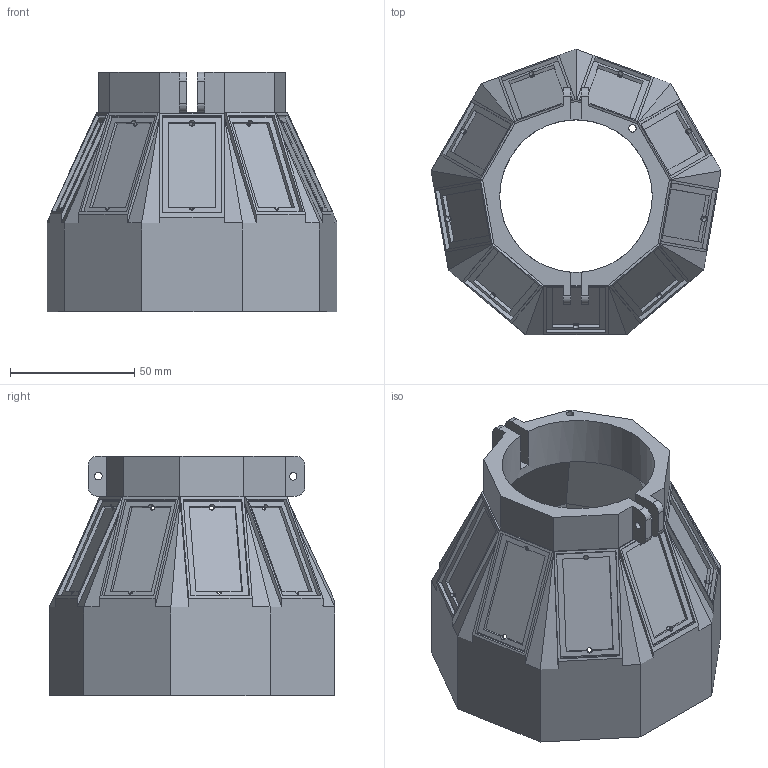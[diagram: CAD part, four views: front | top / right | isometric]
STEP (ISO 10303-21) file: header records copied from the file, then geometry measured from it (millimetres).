
FILE_DESCRIPTION(/* description */ ('','CAx-IF Rec.Pracs.---Representation and Presentation of Product Manufacturing Information (PMI)---4.0---2014-10-13'),/* implementation_level */ '2;1');
FILE_NAME(/* name */ 'Buoy v3.9 (75 degree).step',/* time_stamp */ '2025-03-07T10:44:18-05:00',/* author */ (''),/* organization */ (''),/* preprocessor_version */ 'ST-DEVELOPER v20',/* originating_system */ 'Autodesk Translation Framework v13.20.0.188',/* authorisation */ '');
FILE_SCHEMA (('AP242_MANAGED_MODEL_BASED_3D_ENGINEERING_MIM_LF { 1 0 10303 442 1 1 4 }'));
Length unit declared in the file: millimetre
Products named in the file (1): Buoy v3
Bounding box: 116.83 x 115.06 x 96.4 mm (x, y, z)
Volume: 98162.4 mm3; surface area: 78149.2 mm2
Topology: 1 solids, 1 shells, 289 faces, 861 edges, 574 vertices
Faces by surface type: plane 211, cylinder 42, bspline 36
Full cylindrical faces by diameter (mm): 1.98 x9, 2 x9, 3 x5, 61.458 x1, 78.102 x1
Entity records: 12748 total; most frequent: CARTESIAN_POINT 5347, ORIENTED_EDGE 1722, DIRECTION 1211, EDGE_CURVE 861, VERTEX_POINT 574, LINE 563, VECTOR 563, EDGE_LOOP 337
